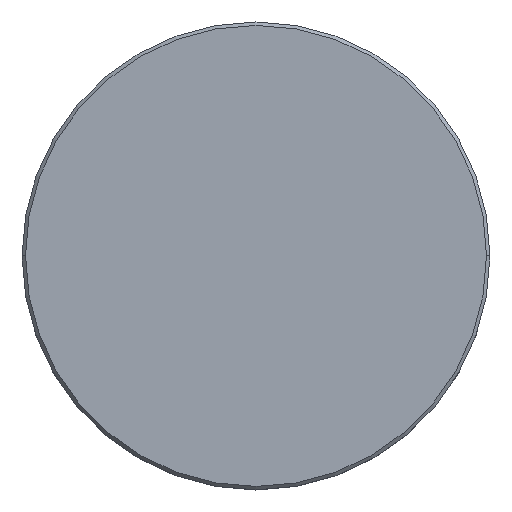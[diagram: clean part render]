
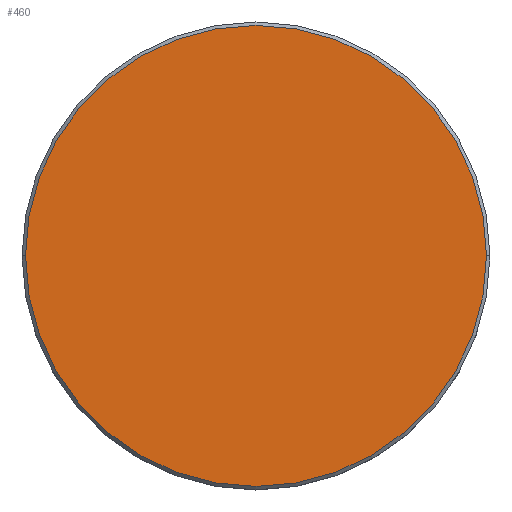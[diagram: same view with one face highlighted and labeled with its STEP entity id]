
A CAD part, top view. The second image highlights one B-rep face of the part: STEP entity #460.
In plain terms, the highlighted planar face has unit normal (0, 0, 1).
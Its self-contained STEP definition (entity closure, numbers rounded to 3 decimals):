
#15 = CARTESIAN_POINT ( 'NONE',  ( 0., 0., 0. ) ) ;
#68 = EDGE_CURVE ( 'NONE', #649, #998, #766, .T. ) ;
#113 = EDGE_LOOP ( 'NONE', ( #463, #349 ) ) ;
#202 = DIRECTION ( 'NONE',  ( 1., 0., 0. ) ) ;
#243 = DIRECTION ( 'NONE',  ( 0., 0., 1. ) ) ;
#273 = DIRECTION ( 'NONE',  ( 0., 0., 1. ) ) ;
#281 = DIRECTION ( 'NONE',  ( 0., 0., 1. ) ) ;
#338 = CIRCLE ( 'NONE', #570, 33.5 ) ;
#349 = ORIENTED_EDGE ( 'NONE', *, *, #68, .T. ) ;
#460 = ADVANCED_FACE ( 'NONE', ( #986 ), #726, .T. ) ;
#463 = ORIENTED_EDGE ( 'NONE', *, *, #600, .T. ) ;
#567 = CARTESIAN_POINT ( 'NONE',  ( 0., 0., 0. ) ) ;
#569 = AXIS2_PLACEMENT_3D ( 'NONE', #567, #243, #902 ) ;
#570 = AXIS2_PLACEMENT_3D ( 'NONE', #15, #273, #202 ) ;
#597 = CARTESIAN_POINT ( 'NONE',  ( 0., 0., 0. ) ) ;
#600 = EDGE_CURVE ( 'NONE', #998, #649, #338, .T. ) ;
#618 = CARTESIAN_POINT ( 'NONE',  ( 33.5, 0., 0. ) ) ;
#649 = VERTEX_POINT ( 'NONE', #618 ) ;
#726 = PLANE ( 'NONE',  #569 ) ;
#748 = AXIS2_PLACEMENT_3D ( 'NONE', #597, #281, #839 ) ;
#766 = CIRCLE ( 'NONE', #748, 33.5 ) ;
#774 = CARTESIAN_POINT ( 'NONE',  ( -33.5, 0., 0. ) ) ;
#839 = DIRECTION ( 'NONE',  ( 1., 0., 0. ) ) ;
#902 = DIRECTION ( 'NONE',  ( 1., 0., 0. ) ) ;
#986 = FACE_OUTER_BOUND ( 'NONE', #113, .T. ) ;
#998 = VERTEX_POINT ( 'NONE', #774 ) ;
